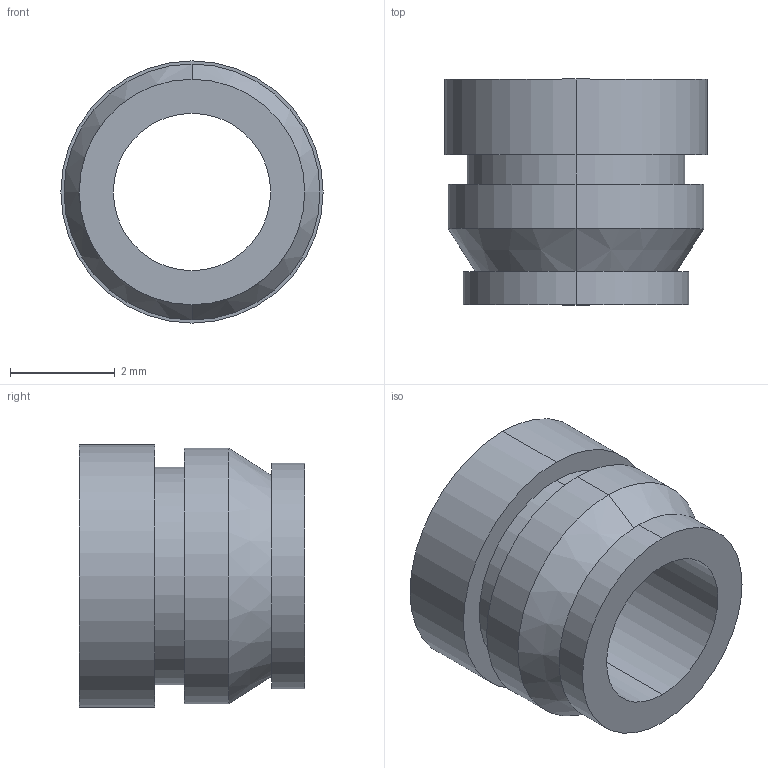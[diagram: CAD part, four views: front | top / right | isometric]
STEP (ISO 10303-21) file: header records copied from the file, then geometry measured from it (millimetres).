
FILE_DESCRIPTION (( 'STEP AP214' ), '1' );
FILE_NAME ('Amazon_6mm_m3_Heatset_V1.STEP', '2023-05-10T18:26:52', ( '' ), ( '' ), 'SwSTEP 2.0', 'SolidWorks 2020', '' );
FILE_SCHEMA (( 'AUTOMOTIVE_DESIGN' ));
Length unit declared in the file: millimetre
Products named in the file (1): Amazon_6mm_m3_Heatset_V1
Bounding box: 5 x 4.3 x 5 mm (x, y, z)
Volume: 42.7 mm3; surface area: 139.6 mm2
Topology: 1 solids, 1 shells, 17 faces, 34 edges, 22 vertices
Faces by surface type: cylinder 10, plane 5, cone 2
Entity records: 492 total; most frequent: DIRECTION 92, CARTESIAN_POINT 74, ORIENTED_EDGE 68, AXIS2_PLACEMENT_3D 40, EDGE_CURVE 34, VERTEX_POINT 22, CIRCLE 22, EDGE_LOOP 22
